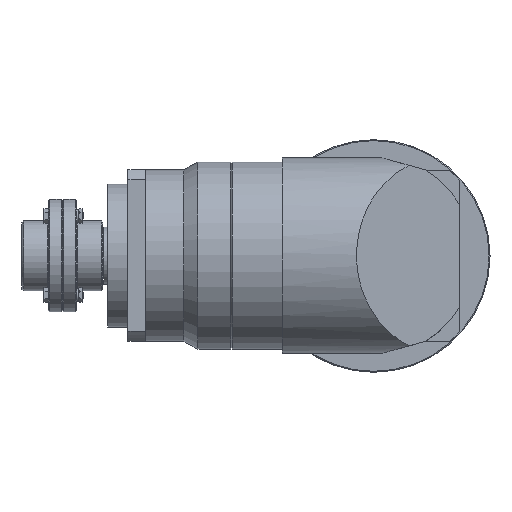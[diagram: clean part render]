
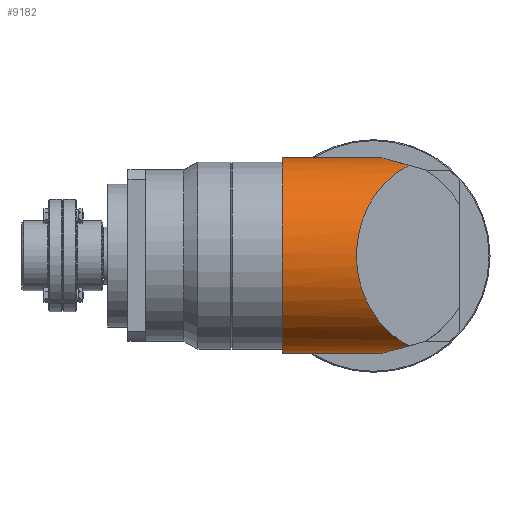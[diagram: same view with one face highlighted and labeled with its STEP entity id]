
A CAD part, top view. The second image highlights one B-rep face of the part: STEP entity #9182.
In plain terms, the highlighted cylindrical face has radius 82.665 mm (diameter 165.33 mm), a full revolution.
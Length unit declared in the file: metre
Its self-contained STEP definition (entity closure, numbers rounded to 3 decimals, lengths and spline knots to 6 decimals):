
#133=B_SPLINE_CURVE_WITH_KNOTS('',3,(#13450,#13451,#13452,#13453,#13454,
#13455,#13456),.UNSPECIFIED.,.F.,.F.,(4,1,1,1,4),(0.,0.01275,
0.0255,0.038249,0.050999),.UNSPECIFIED.);
#134=B_SPLINE_CURVE_WITH_KNOTS('',3,(#13476,#13477,#13478,#13479,#13480,
#13481,#13482),.UNSPECIFIED.,.F.,.F.,(4,1,1,1,4),(0.,
0.012759,0.025519,0.038278,0.051038),
 .UNSPECIFIED.);
#356=ELLIPSE('',#9752,0.309303,0.082665);
#357=ELLIPSE('',#9754,0.309303,0.082665);
#360=ELLIPSE('',#9827,0.110009,0.082665);
#532=CYLINDRICAL_SURFACE('',#9828,0.082665);
#692=LINE('',#13460,#1197);
#697=LINE('',#13472,#1202);
#1197=VECTOR('',#11010,1.);
#1202=VECTOR('',#11025,1.);
#1913=ORIENTED_EDGE('',*,*,#4038,.F.);
#1914=ORIENTED_EDGE('',*,*,#4100,.F.);
#1915=ORIENTED_EDGE('',*,*,#4098,.T.);
#1916=ORIENTED_EDGE('',*,*,#4054,.F.);
#1917=ORIENTED_EDGE('',*,*,#4109,.T.);
#1918=ORIENTED_EDGE('',*,*,#4107,.T.);
#1919=ORIENTED_EDGE('',*,*,#4041,.F.);
#1920=ORIENTED_EDGE('',*,*,#4111,.F.);
#1921=ORIENTED_EDGE('',*,*,#4044,.F.);
#4038=EDGE_CURVE('',#5184,#5185,#356,.T.);
#4041=EDGE_CURVE('',#5187,#5188,#357,.T.);
#4044=EDGE_CURVE('',#5190,#5190,#5982,.T.);
#4054=EDGE_CURVE('',#5200,#5201,#5988,.T.);
#4098=EDGE_CURVE('',#5235,#5201,#133,.T.);
#4100=EDGE_CURVE('',#5235,#5184,#692,.T.);
#4107=EDGE_CURVE('',#5238,#5188,#697,.T.);
#4109=EDGE_CURVE('',#5200,#5238,#134,.T.);
#4111=EDGE_CURVE('',#5185,#5187,#360,.T.);
#5184=VERTEX_POINT('',#13308);
#5185=VERTEX_POINT('',#13309);
#5187=VERTEX_POINT('',#13315);
#5188=VERTEX_POINT('',#13316);
#5190=VERTEX_POINT('',#13322);
#5200=VERTEX_POINT('',#13344);
#5201=VERTEX_POINT('',#13345);
#5235=VERTEX_POINT('',#13457);
#5238=VERTEX_POINT('',#13473);
#5982=CIRCLE('',#9756,0.082665);
#5988=CIRCLE('',#9764,0.082665);
#6489=EDGE_LOOP('',(#1913,#1914,#1915,#1916,#1917,#1918,#1919,#1920));
#6490=EDGE_LOOP('',(#1921));
#7228=FACE_BOUND('',#6489,.T.);
#7229=FACE_BOUND('',#6490,.T.);
#9182=ADVANCED_FACE('',(#7228,#7229),#532,.T.);
#9752=AXIS2_PLACEMENT_3D('',#13307,#10849,#10850);
#9754=AXIS2_PLACEMENT_3D('',#13314,#10855,#10856);
#9756=AXIS2_PLACEMENT_3D('',#13321,#10861,#10862);
#9764=AXIS2_PLACEMENT_3D('',#13343,#10881,#10882);
#9827=AXIS2_PLACEMENT_3D('',#13486,#11034,#11035);
#9828=AXIS2_PLACEMENT_3D('',#13487,#11036,#11037);
#10849=DIRECTION('',(0.,-0.267,0.964));
#10850=DIRECTION('',(0.,-0.964,-0.267));
#10855=DIRECTION('',(0.,-0.267,-0.964));
#10856=DIRECTION('',(0.,-0.964,0.267));
#10861=DIRECTION('',(0.,1.,0.));
#10862=DIRECTION('',(0.,0.,1.));
#10881=DIRECTION('',(0.,-1.,0.));
#10882=DIRECTION('',(0.,0.,-1.));
#11010=DIRECTION('',(0.,-1.,0.));
#11025=DIRECTION('',(0.,-1.,0.));
#11034=DIRECTION('',(-0.66,-0.751,0.));
#11035=DIRECTION('',(0.751,-0.66,0.));
#11036=DIRECTION('',(0.,-1.,0.));
#11037=DIRECTION('',(0.,0.,-1.));
#13307=CARTESIAN_POINT('',(-0.187052,-0.304579,0.));
#13308=CARTESIAN_POINT('',(-0.147168,-0.043511,0.072407));
#13309=CARTESIAN_POINT('',(-0.219152,-0.029917,0.076178));
#13314=CARTESIAN_POINT('',(-0.187052,-0.304579,0.));
#13315=CARTESIAN_POINT('',(-0.219152,-0.029917,-0.076178));
#13316=CARTESIAN_POINT('',(-0.147168,-0.043511,-0.072407));
#13321=CARTESIAN_POINT('',(-0.187052,0.077234,0.));
#13322=CARTESIAN_POINT('',(-0.187052,0.077234,0.082665));
#13343=CARTESIAN_POINT('',(-0.187052,0.072407,0.));
#13344=CARTESIAN_POINT('',(-0.116765,0.072407,-0.043511));
#13345=CARTESIAN_POINT('',(-0.116765,0.072407,0.043511));
#13450=CARTESIAN_POINT('',(-0.147168,0.043511,0.072407));
#13451=CARTESIAN_POINT('',(-0.144221,0.046213,0.070784));
#13452=CARTESIAN_POINT('',(-0.138535,0.051516,0.067186));
#13453=CARTESIAN_POINT('',(-0.130587,0.059069,0.060674));
#13454=CARTESIAN_POINT('',(-0.123236,0.066136,0.052927));
#13455=CARTESIAN_POINT('',(-0.118796,0.070435,0.046793));
#13456=CARTESIAN_POINT('',(-0.116765,0.072407,0.043511));
#13457=CARTESIAN_POINT('',(-0.147168,0.043511,0.072407));
#13460=CARTESIAN_POINT('',(-0.147168,0.077234,0.072407));
#13472=CARTESIAN_POINT('',(-0.147168,0.077234,-0.072407));
#13473=CARTESIAN_POINT('',(-0.147168,0.043511,-0.072407));
#13476=CARTESIAN_POINT('',(-0.116765,0.072407,-0.043511));
#13477=CARTESIAN_POINT('',(-0.118793,0.070439,-0.046787));
#13478=CARTESIAN_POINT('',(-0.123155,0.066214,-0.052818));
#13479=CARTESIAN_POINT('',(-0.130458,0.059192,-0.06056));
#13480=CARTESIAN_POINT('',(-0.138507,0.051542,-0.067172));
#13481=CARTESIAN_POINT('',(-0.144225,0.04621,-0.070786));
#13482=CARTESIAN_POINT('',(-0.147168,0.043511,-0.072407));
#13486=CARTESIAN_POINT('',(-0.187052,-0.058102,0.));
#13487=CARTESIAN_POINT('',(-0.187052,0.077234,0.));
